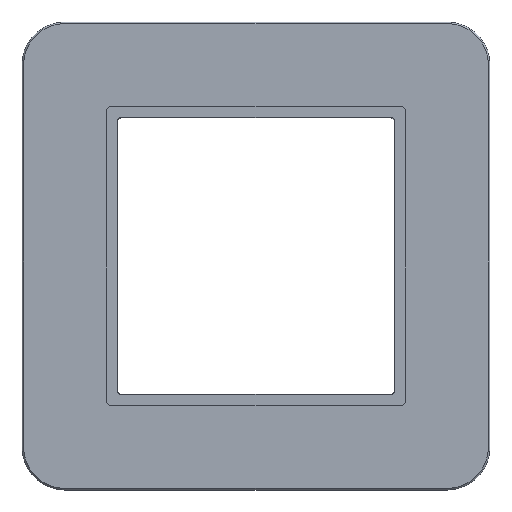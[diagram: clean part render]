
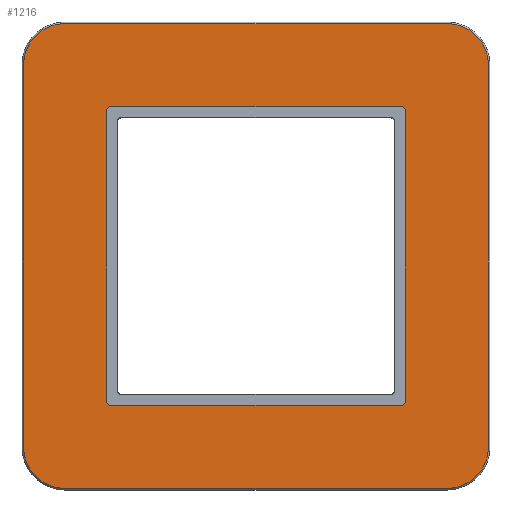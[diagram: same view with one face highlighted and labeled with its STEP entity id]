
A CAD part, top view. The second image highlights one B-rep face of the part: STEP entity #1216.
In plain terms, the highlighted face is planar.
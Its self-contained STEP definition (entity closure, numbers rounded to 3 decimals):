
#462=DIRECTION('',(0.,0.,-1.));
#463=VECTOR('',#462,54.6);
#464=CARTESIAN_POINT('',(28.1,10.,27.3));
#465=LINE('6853',#464,#463);
#469=CARTESIAN_POINT('',(27.3,10.,-27.3));
#470=DIRECTION('',(0.,-1.,0.));
#471=DIRECTION('',(0.,0.,-1.));
#472=AXIS2_PLACEMENT_3D('',#469,#470,#471);
#477=DIRECTION('',(-1.,0.,0.));
#478=VECTOR('',#477,54.6);
#479=CARTESIAN_POINT('',(27.3,10.,-28.1));
#480=LINE('6854',#479,#478);
#484=CARTESIAN_POINT('',(-27.3,10.,-27.3));
#485=DIRECTION('',(0.,-1.,0.));
#486=DIRECTION('',(-1.,0.,0.));
#487=AXIS2_PLACEMENT_3D('',#484,#485,#486);
#492=DIRECTION('',(0.,0.,1.));
#493=VECTOR('',#492,54.6);
#494=CARTESIAN_POINT('',(-28.1,10.,-27.3));
#495=LINE('6855',#494,#493);
#499=CARTESIAN_POINT('',(-27.3,10.,27.3));
#500=DIRECTION('',(0.,-1.,0.));
#501=DIRECTION('',(0.,0.,1.));
#502=AXIS2_PLACEMENT_3D('',#499,#500,#501);
#507=DIRECTION('',(1.,0.,0.));
#508=VECTOR('',#507,54.6);
#509=CARTESIAN_POINT('',(-27.3,10.,28.1));
#510=LINE('6856',#509,#508);
#514=CARTESIAN_POINT('',(27.3,10.,27.3));
#515=DIRECTION('',(0.,-1.,0.));
#516=DIRECTION('',(1.,0.,0.));
#517=AXIS2_PLACEMENT_3D('',#514,#515,#516);
#522=DIRECTION('',(1.,0.,0.));
#523=VECTOR('',#522,72.);
#524=CARTESIAN_POINT('',(-36.,10.,43.7));
#525=LINE('5121',#524,#523);
#529=CARTESIAN_POINT('',(-36.,10.,36.));
#530=DIRECTION('',(0.,1.,0.));
#531=DIRECTION('',(-1.,0.,0.));
#532=AXIS2_PLACEMENT_3D('',#529,#530,#531);
#537=DIRECTION('',(0.,0.,1.));
#538=VECTOR('',#537,72.);
#539=CARTESIAN_POINT('',(-43.7,10.,-36.));
#540=LINE('5133',#539,#538);
#544=CARTESIAN_POINT('',(-36.,10.,-36.));
#545=DIRECTION('',(0.,1.,0.));
#546=DIRECTION('',(0.,0.,-1.));
#547=AXIS2_PLACEMENT_3D('',#544,#545,#546);
#552=DIRECTION('',(-1.,0.,0.));
#553=VECTOR('',#552,72.);
#554=CARTESIAN_POINT('',(36.,10.,-43.7));
#555=LINE('5129',#554,#553);
#559=CARTESIAN_POINT('',(36.,10.,-36.));
#560=DIRECTION('',(0.,1.,0.));
#561=DIRECTION('',(1.,0.,0.));
#562=AXIS2_PLACEMENT_3D('',#559,#560,#561);
#567=DIRECTION('',(0.,0.,-1.));
#568=VECTOR('',#567,72.);
#569=CARTESIAN_POINT('',(43.7,10.,36.));
#570=LINE('5125',#569,#568);
#574=CARTESIAN_POINT('',(36.,10.,36.));
#575=DIRECTION('',(0.,1.,0.));
#576=DIRECTION('',(0.,0.,1.));
#577=AXIS2_PLACEMENT_3D('',#574,#575,#576);
#870=CARTESIAN_POINT('',(-36.,10.,43.7));
#871=CARTESIAN_POINT('',(36.,10.,43.7));
#872=VERTEX_POINT('',#870);
#873=VERTEX_POINT('',#871);
#878=CARTESIAN_POINT('',(43.7,10.,36.));
#879=VERTEX_POINT('',#878);
#882=CARTESIAN_POINT('',(43.7,10.,-36.));
#883=VERTEX_POINT('',#882);
#886=CARTESIAN_POINT('',(36.,10.,-43.7));
#887=VERTEX_POINT('',#886);
#890=CARTESIAN_POINT('',(-36.,10.,-43.7));
#891=VERTEX_POINT('',#890);
#894=CARTESIAN_POINT('',(-43.7,10.,-36.));
#895=VERTEX_POINT('',#894);
#898=CARTESIAN_POINT('',(-43.7,10.,36.));
#899=VERTEX_POINT('',#898);
#950=CARTESIAN_POINT('',(28.1,10.,27.3));
#951=CARTESIAN_POINT('',(28.1,10.,-27.3));
#952=VERTEX_POINT('',#950);
#953=VERTEX_POINT('',#951);
#954=CARTESIAN_POINT('',(27.3,10.,-28.1));
#955=CARTESIAN_POINT('',(-27.3,10.,-28.1));
#956=VERTEX_POINT('',#954);
#957=VERTEX_POINT('',#955);
#958=CARTESIAN_POINT('',(-28.1,10.,-27.3));
#959=CARTESIAN_POINT('',(-28.1,10.,27.3));
#960=VERTEX_POINT('',#958);
#961=VERTEX_POINT('',#959);
#962=CARTESIAN_POINT('',(-27.3,10.,28.1));
#963=CARTESIAN_POINT('',(27.3,10.,28.1));
#964=VERTEX_POINT('',#962);
#965=VERTEX_POINT('',#963);
#1183=CARTESIAN_POINT('',(0.,10.,0.));
#1184=DIRECTION('',(0.,1.,0.));
#1185=DIRECTION('',(0.,0.,1.));
#1186=AXIS2_PLACEMENT_3D('',#1183,#1184,#1185);
#1187=PLANE('4134',#1186);
#1189=ORIENTED_EDGE('5121',*,*,#1188,.F.);
#1191=ORIENTED_EDGE('5135',*,*,#1190,.F.);
#1193=ORIENTED_EDGE('5133',*,*,#1192,.F.);
#1195=ORIENTED_EDGE('5131',*,*,#1194,.F.);
#1197=ORIENTED_EDGE('5129',*,*,#1196,.F.);
#1199=ORIENTED_EDGE('5127',*,*,#1198,.F.);
#1201=ORIENTED_EDGE('5125',*,*,#1200,.F.);
#1203=ORIENTED_EDGE('5123',*,*,#1202,.F.);
#1204=EDGE_LOOP('4134',(#1189,#1191,#1193,#1195,#1197,#1199,#1201,#1203));
#1205=FACE_OUTER_BOUND('4134',#1204,.F.);
#1206=ORIENTED_EDGE('6853',*,*,#1023,.T.);
#1207=ORIENTED_EDGE('6857',*,*,#1045,.F.);
#1208=ORIENTED_EDGE('6854',*,*,#1066,.T.);
#1209=ORIENTED_EDGE('6860',*,*,#1087,.F.);
#1210=ORIENTED_EDGE('6855',*,*,#1108,.T.);
#1211=ORIENTED_EDGE('6859',*,*,#1129,.F.);
#1212=ORIENTED_EDGE('6856',*,*,#1150,.T.);
#1213=ORIENTED_EDGE('6858',*,*,#1170,.F.);
#1214=EDGE_LOOP('4134',(#1206,#1207,#1208,#1209,#1210,#1211,#1212,#1213));
#1215=FACE_BOUND('4134',#1214,.F.);
#1216=ADVANCED_FACE('4134',(#1205,#1215),#1187,.T.);
#473=CIRCLE('6857',#472,0.8);
#488=CIRCLE('6860',#487,0.8);
#503=CIRCLE('6859',#502,0.8);
#518=CIRCLE('6858',#517,0.8);
#533=CIRCLE('5135',#532,7.7);
#548=CIRCLE('5131',#547,7.7);
#563=CIRCLE('5127',#562,7.7);
#578=CIRCLE('5123',#577,7.7);
#1023=EDGE_CURVE('6853',#952,#953,#465,.T.);
#1045=EDGE_CURVE('6857',#956,#953,#473,.T.);
#1066=EDGE_CURVE('6854',#956,#957,#480,.T.);
#1087=EDGE_CURVE('6860',#960,#957,#488,.T.);
#1108=EDGE_CURVE('6855',#960,#961,#495,.T.);
#1129=EDGE_CURVE('6859',#964,#961,#503,.T.);
#1150=EDGE_CURVE('6856',#964,#965,#510,.T.);
#1170=EDGE_CURVE('6858',#952,#965,#518,.T.);
#1188=EDGE_CURVE('5121',#872,#873,#525,.T.);
#1190=EDGE_CURVE('5135',#899,#872,#533,.T.);
#1192=EDGE_CURVE('5133',#895,#899,#540,.T.);
#1194=EDGE_CURVE('5131',#891,#895,#548,.T.);
#1196=EDGE_CURVE('5129',#887,#891,#555,.T.);
#1198=EDGE_CURVE('5127',#883,#887,#563,.T.);
#1200=EDGE_CURVE('5125',#879,#883,#570,.T.);
#1202=EDGE_CURVE('5123',#873,#879,#578,.T.);
